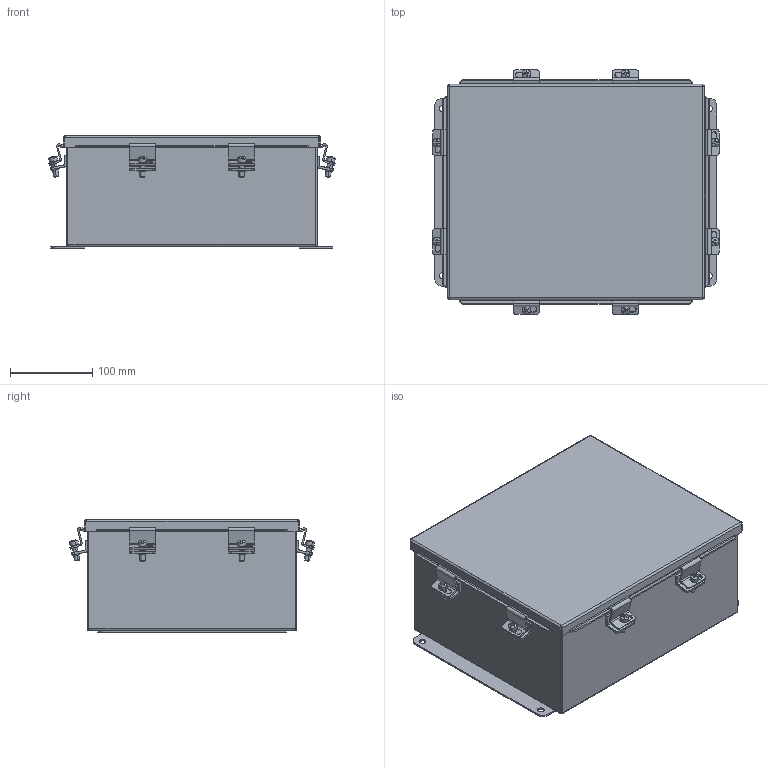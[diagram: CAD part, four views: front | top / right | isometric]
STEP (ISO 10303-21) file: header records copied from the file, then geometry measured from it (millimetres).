
FILE_DESCRIPTION (( 'STEP AP214' ), '1' );
FILE_NAME ('BN4121005SSA.STEP', '2016-02-02T20:15:17', ( '' ), ( '' ), 'SwSTEP 2.0', 'SolidWorks 2014', '' );
FILE_SCHEMA (( 'AUTOMOTIVE_DESIGN' ));
Length unit declared in the file: inch
Products named in the file (9): BN4121005SSA; 348130_1; BN4121005SSABKP_1; HFW3883; BN41210SSALID_1; 30810_1; 372164_1; 30811_1; 34973_1
Assembly tree (33 placements, depth 2):
  BN4121005SSA
    34973_1  x4
    30811_1  x8
    372164_1  x8
    30810_1  x8
    BN41210SSALID_1
    HFW3883
    BN4121005SSABKP_1
    348130_1  x2
Bounding box: 348.3 x 297.78 x 136.84 mm (x, y, z)
Volume: 598590.6 mm3; surface area: 740682.2 mm2
Topology: 33 solids, 33 shells, 917 faces, 2276 edges, 1466 vertices
Faces by surface type: plane 439, cylinder 328, torus 92, bspline 24, cone 18, sphere 16
Entity records: 12514 total; most frequent: CARTESIAN_POINT 3079, DIRECTION 1398, ORIENTED_EDGE 1352, EDGE_CURVE 676, AXIS2_PLACEMENT_3D 472, VECTOR 454, LINE 454, VERTEX_POINT 417
